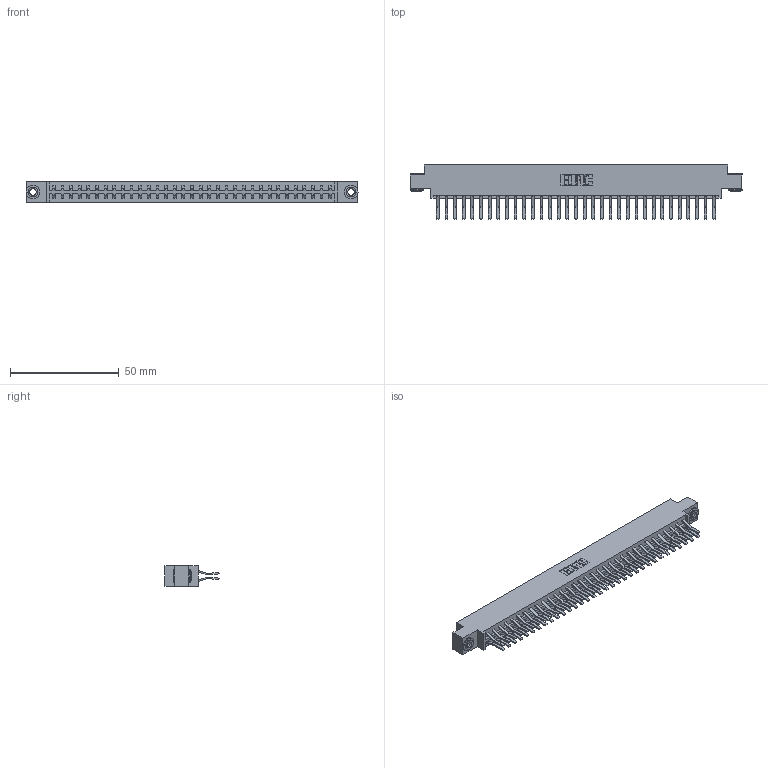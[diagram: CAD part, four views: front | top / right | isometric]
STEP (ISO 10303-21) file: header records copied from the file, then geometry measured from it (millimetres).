
FILE_DESCRIPTION (( 'STEP AP203' ), '1' );
FILE_NAME ('333-066-560-803.STEP', '2018-08-04T12:17:00', ( '' ), ( '' ), 'SwSTEP 2.0', 'SolidWorks 2016', '' );
FILE_SCHEMA (( 'CONFIG_CONTROL_DESIGN' ));
Length unit declared in the file: inch
Products named in the file (4): 345-292-001_560 Tail; 345-250-002_345-250-002-102; 333-066-560-803; 333 Part_Offset - .156 Dia - TH
Assembly tree (69 placements, depth 2):
  333-066-560-803
    333 Part_Offset - .156 Dia - TH
    345-292-001_560 Tail  x66
    345-250-002_345-250-002-102  x2
Bounding box: 152.3 x 24.78 x 9.4 mm (x, y, z)
Volume: 15688.8 mm3; surface area: 20127.2 mm2
Topology: 69 solids, 69 shells, 3720 faces, 11025 edges, 7258 vertices
Faces by surface type: plane 2460, cylinder 1252, cone 8
Entity records: 23264 total; most frequent: CARTESIAN_POINT 3845, ORIENTED_EDGE 3774, DIRECTION 3337, EDGE_CURVE 1887, VECTOR 1731, LINE 1731, VERTEX_POINT 1254, AXIS2_PLACEMENT_3D 803
